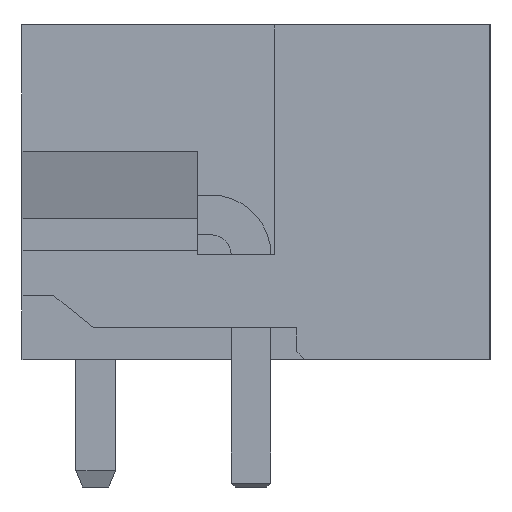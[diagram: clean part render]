
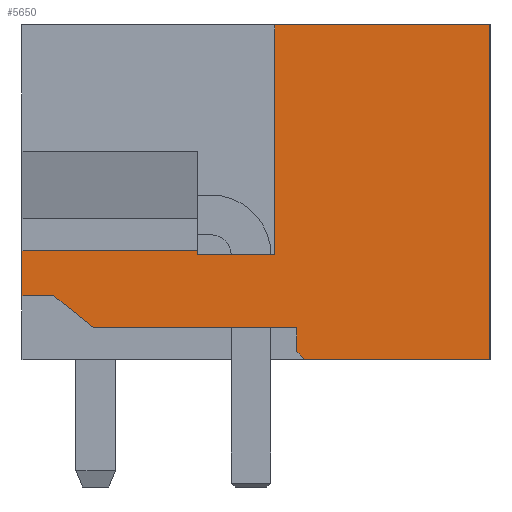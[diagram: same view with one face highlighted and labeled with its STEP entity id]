
A CAD part, left-side view. The second image highlights one B-rep face of the part: STEP entity #5650.
In plain terms, the highlighted planar face has unit normal (-1, 0, 0).
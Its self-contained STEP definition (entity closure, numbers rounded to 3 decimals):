
#5614=AXIS2_PLACEMENT_3D('Plane Axis2P3D',#5611,#5612,#5613) ;
#413=CARTESIAN_POINT('Vertex',(0.,0.,3.2)) ;
#416=CARTESIAN_POINT('Line Origine',(0.,2.325,3.2)) ;
#420=CARTESIAN_POINT('Vertex',(0.,4.65,3.2)) ;
#939=CARTESIAN_POINT('Vertex',(0.,0.,11.6)) ;
#942=CARTESIAN_POINT('Line Origine',(0.,0.,7.4)) ;
#1663=CARTESIAN_POINT('Vertex',(0.,5.4,11.6)) ;
#1666=CARTESIAN_POINT('Line Origine',(0.,2.7,11.6)) ;
#1822=CARTESIAN_POINT('Vertex',(0.,11.75,4.8)) ;
#1825=CARTESIAN_POINT('Line Origine',(0.,11.75,5.365)) ;
#1829=CARTESIAN_POINT('Vertex',(0.,11.75,5.93)) ;
#5129=CARTESIAN_POINT('Line Origine',(0.,11.35,4.8)) ;
#5133=CARTESIAN_POINT('Vertex',(0.,10.95,4.8)) ;
#5201=CARTESIAN_POINT('Line Origine',(0.,10.45,4.4)) ;
#5205=CARTESIAN_POINT('Vertex',(0.,9.95,4.)) ;
#5225=CARTESIAN_POINT('Line Origine',(0.,4.75,3.3)) ;
#5229=CARTESIAN_POINT('Vertex',(0.,4.85,3.4)) ;
#5249=CARTESIAN_POINT('Line Origine',(0.,4.85,3.7)) ;
#5253=CARTESIAN_POINT('Vertex',(0.,4.85,4.)) ;
#5273=CARTESIAN_POINT('Line Origine',(0.,7.4,4.)) ;
#5296=CARTESIAN_POINT('Vertex',(0.,7.35,5.93)) ;
#5304=CARTESIAN_POINT('Line Origine',(0.,9.55,5.93)) ;
#5611=CARTESIAN_POINT('Axis2P3D Location',(0.,0.,0.)) ;
#5616=CARTESIAN_POINT('Line Origine',(0.,5.4,8.715)) ;
#5620=CARTESIAN_POINT('Vertex',(0.,5.4,5.83)) ;
#5623=CARTESIAN_POINT('Line Origine',(0.,6.375,5.83)) ;
#5627=CARTESIAN_POINT('Vertex',(0.,7.35,5.83)) ;
#5630=CARTESIAN_POINT('Line Origine',(0.,7.35,5.88)) ;
#417=DIRECTION('Vector Direction',(0.,1.,0.)) ;
#943=DIRECTION('Vector Direction',(0.,0.,1.)) ;
#1667=DIRECTION('Vector Direction',(0.,-1.,0.)) ;
#1826=DIRECTION('Vector Direction',(0.,0.,-1.)) ;
#5130=DIRECTION('Vector Direction',(0.,-1.,0.)) ;
#5202=DIRECTION('Vector Direction',(0.,-0.781,-0.625)) ;
#5226=DIRECTION('Vector Direction',(0.,-0.707,-0.707)) ;
#5250=DIRECTION('Vector Direction',(0.,0.,-1.)) ;
#5274=DIRECTION('Vector Direction',(0.,-1.,0.)) ;
#5305=DIRECTION('Vector Direction',(0.,1.,0.)) ;
#5612=DIRECTION('Axis2P3D Direction',(-1.,0.,0.)) ;
#5613=DIRECTION('Axis2P3D XDirection',(0.,-1.,0.)) ;
#5617=DIRECTION('Vector Direction',(0.,0.,-1.)) ;
#5624=DIRECTION('Vector Direction',(0.,1.,0.)) ;
#5631=DIRECTION('Vector Direction',(0.,0.,-1.)) ;
#418=VECTOR('Line Direction',#417,1.) ;
#944=VECTOR('Line Direction',#943,1.) ;
#1668=VECTOR('Line Direction',#1667,1.) ;
#1827=VECTOR('Line Direction',#1826,1.) ;
#5131=VECTOR('Line Direction',#5130,1.) ;
#5203=VECTOR('Line Direction',#5202,1.) ;
#5227=VECTOR('Line Direction',#5226,1.) ;
#5251=VECTOR('Line Direction',#5250,1.) ;
#5275=VECTOR('Line Direction',#5274,1.) ;
#5306=VECTOR('Line Direction',#5305,1.) ;
#5618=VECTOR('Line Direction',#5617,1.) ;
#5625=VECTOR('Line Direction',#5624,1.) ;
#5632=VECTOR('Line Direction',#5631,1.) ;
#5636=ORIENTED_EDGE('',*,*,#5308,.T.) ;
#5637=ORIENTED_EDGE('',*,*,#1831,.T.) ;
#5638=ORIENTED_EDGE('',*,*,#5135,.F.) ;
#5639=ORIENTED_EDGE('',*,*,#5207,.F.) ;
#5640=ORIENTED_EDGE('',*,*,#5277,.F.) ;
#5641=ORIENTED_EDGE('',*,*,#5255,.F.) ;
#5642=ORIENTED_EDGE('',*,*,#5231,.F.) ;
#5643=ORIENTED_EDGE('',*,*,#422,.T.) ;
#5644=ORIENTED_EDGE('',*,*,#946,.T.) ;
#5645=ORIENTED_EDGE('',*,*,#1670,.T.) ;
#5646=ORIENTED_EDGE('',*,*,#5622,.T.) ;
#5647=ORIENTED_EDGE('',*,*,#5629,.T.) ;
#5648=ORIENTED_EDGE('',*,*,#5634,.F.) ;
#5650=ADVANCED_FACE('HOUSING',(#5649),#5615,.T.) ;
#422=EDGE_CURVE('',#421,#414,#419,.F.) ;
#946=EDGE_CURVE('',#414,#940,#945,.T.) ;
#1670=EDGE_CURVE('',#940,#1664,#1669,.F.) ;
#1831=EDGE_CURVE('',#1830,#1823,#1828,.T.) ;
#5135=EDGE_CURVE('',#5134,#1823,#5132,.F.) ;
#5207=EDGE_CURVE('',#5206,#5134,#5204,.F.) ;
#5231=EDGE_CURVE('',#421,#5230,#5228,.F.) ;
#5255=EDGE_CURVE('',#5230,#5254,#5252,.F.) ;
#5277=EDGE_CURVE('',#5254,#5206,#5276,.F.) ;
#5308=EDGE_CURVE('',#5297,#1830,#5307,.T.) ;
#5622=EDGE_CURVE('',#1664,#5621,#5619,.T.) ;
#5629=EDGE_CURVE('',#5621,#5628,#5626,.T.) ;
#5634=EDGE_CURVE('',#5297,#5628,#5633,.T.) ;
#5635=EDGE_LOOP('',(#5636,#5637,#5638,#5639,#5640,#5641,#5642,#5643,#5644,#5645,#5646,#5647,#5648)) ;
#5649=FACE_OUTER_BOUND('',#5635,.T.) ;
#419=LINE('Line',#416,#418) ;
#945=LINE('Line',#942,#944) ;
#1669=LINE('Line',#1666,#1668) ;
#1828=LINE('Line',#1825,#1827) ;
#5132=LINE('Line',#5129,#5131) ;
#5204=LINE('Line',#5201,#5203) ;
#5228=LINE('Line',#5225,#5227) ;
#5252=LINE('Line',#5249,#5251) ;
#5276=LINE('Line',#5273,#5275) ;
#5307=LINE('Line',#5304,#5306) ;
#5619=LINE('Line',#5616,#5618) ;
#5626=LINE('Line',#5623,#5625) ;
#5633=LINE('Line',#5630,#5632) ;
#5615=PLANE('',#5614) ;
#414=VERTEX_POINT('',#413) ;
#421=VERTEX_POINT('',#420) ;
#940=VERTEX_POINT('',#939) ;
#1664=VERTEX_POINT('',#1663) ;
#1823=VERTEX_POINT('',#1822) ;
#1830=VERTEX_POINT('',#1829) ;
#5134=VERTEX_POINT('',#5133) ;
#5206=VERTEX_POINT('',#5205) ;
#5230=VERTEX_POINT('',#5229) ;
#5254=VERTEX_POINT('',#5253) ;
#5297=VERTEX_POINT('',#5296) ;
#5621=VERTEX_POINT('',#5620) ;
#5628=VERTEX_POINT('',#5627) ;
